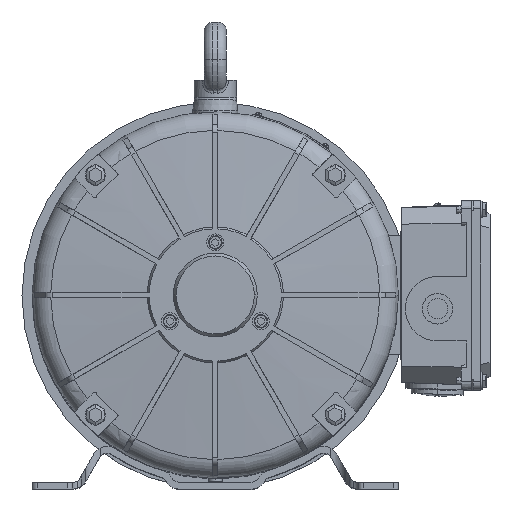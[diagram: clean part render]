
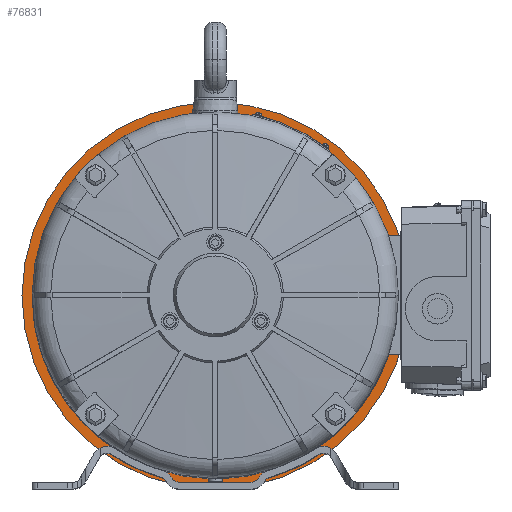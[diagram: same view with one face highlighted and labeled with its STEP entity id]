
A CAD part, top view. The second image highlights one B-rep face of the part: STEP entity #76831.
In plain terms, the highlighted face is planar.
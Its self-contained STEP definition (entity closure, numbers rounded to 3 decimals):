
#3411 = EDGE_CURVE ( 'NONE', #22206, #20217, #25526, .T. ) ;
#4309 = DIRECTION ( 'NONE',  ( 1., 0., 0. ) ) ;
#4907 = CIRCLE ( 'NONE', #33742, 114. ) ;
#7618 = FACE_BOUND ( 'NONE', #40419, .T. ) ;
#11240 = PLANE ( 'NONE',  #31278 ) ;
#11608 = AXIS2_PLACEMENT_3D ( 'NONE', #86880, #39574, #94828 ) ;
#16120 = CARTESIAN_POINT ( 'NONE',  ( -114., 0., -8.6 ) ) ;
#17284 = CIRCLE ( 'NONE', #11608, 114. ) ;
#19150 = DIRECTION ( 'NONE',  ( 0., 0., 1. ) ) ;
#20217 = VERTEX_POINT ( 'NONE', #40888 ) ;
#22206 = VERTEX_POINT ( 'NONE', #48105 ) ;
#25526 = CIRCLE ( 'NONE', #55873, 108. ) ;
#28365 = VERTEX_POINT ( 'NONE', #16120 ) ;
#28846 = ORIENTED_EDGE ( 'NONE', *, *, #3411, .T. ) ;
#31278 = AXIS2_PLACEMENT_3D ( 'NONE', #81983, #19150, #74385 ) ;
#32732 = AXIS2_PLACEMENT_3D ( 'NONE', #87322, #40019, #95277 ) ;
#33120 = CARTESIAN_POINT ( 'NONE',  ( 0., 0., -8.6 ) ) ;
#33742 = AXIS2_PLACEMENT_3D ( 'NONE', #33120, #88351, #41044 ) ;
#37826 = EDGE_CURVE ( 'NONE', #75307, #28365, #4907, .T. ) ;
#39067 = CIRCLE ( 'NONE', #32732, 108. ) ;
#39574 = DIRECTION ( 'NONE',  ( 0., 0., 1. ) ) ;
#40019 = DIRECTION ( 'NONE',  ( 0., 0., 1. ) ) ;
#40419 = EDGE_LOOP ( 'NONE', ( #28846, #66589 ) ) ;
#40888 = CARTESIAN_POINT ( 'NONE',  ( -108., 0., -8.6 ) ) ;
#41044 = DIRECTION ( 'NONE',  ( 1., 0., 0. ) ) ;
#46389 = CARTESIAN_POINT ( 'NONE',  ( 114., 0., -8.6 ) ) ;
#48105 = CARTESIAN_POINT ( 'NONE',  ( 108., 0., -8.6 ) ) ;
#48792 = EDGE_CURVE ( 'NONE', #20217, #22206, #39067, .T. ) ;
#51584 = DIRECTION ( 'NONE',  ( 0., 0., 1. ) ) ;
#55873 = AXIS2_PLACEMENT_3D ( 'NONE', #98862, #51584, #4309 ) ;
#66589 = ORIENTED_EDGE ( 'NONE', *, *, #48792, .T. ) ;
#74385 = DIRECTION ( 'NONE',  ( 1., 0., 0. ) ) ;
#75307 = VERTEX_POINT ( 'NONE', #46389 ) ;
#76831 = ADVANCED_FACE ( 'NONE', ( #86665, #7618 ), #11240, .F. ) ;
#79989 = EDGE_CURVE ( 'NONE', #28365, #75307, #17284, .T. ) ;
#81983 = CARTESIAN_POINT ( 'NONE',  ( 0., 114., -8.6 ) ) ;
#86665 = FACE_OUTER_BOUND ( 'NONE', #88189, .T. ) ;
#86880 = CARTESIAN_POINT ( 'NONE',  ( 0., 0., -8.6 ) ) ;
#87322 = CARTESIAN_POINT ( 'NONE',  ( 0., 0., -8.6 ) ) ;
#88189 = EDGE_LOOP ( 'NONE', ( #93465, #101906 ) ) ;
#88351 = DIRECTION ( 'NONE',  ( 0., 0., 1. ) ) ;
#93465 = ORIENTED_EDGE ( 'NONE', *, *, #37826, .F. ) ;
#94828 = DIRECTION ( 'NONE',  ( 1., 0., 0. ) ) ;
#95277 = DIRECTION ( 'NONE',  ( 1., 0., 0. ) ) ;
#98862 = CARTESIAN_POINT ( 'NONE',  ( 0., 0., -8.6 ) ) ;
#101906 = ORIENTED_EDGE ( 'NONE', *, *, #79989, .F. ) ;
